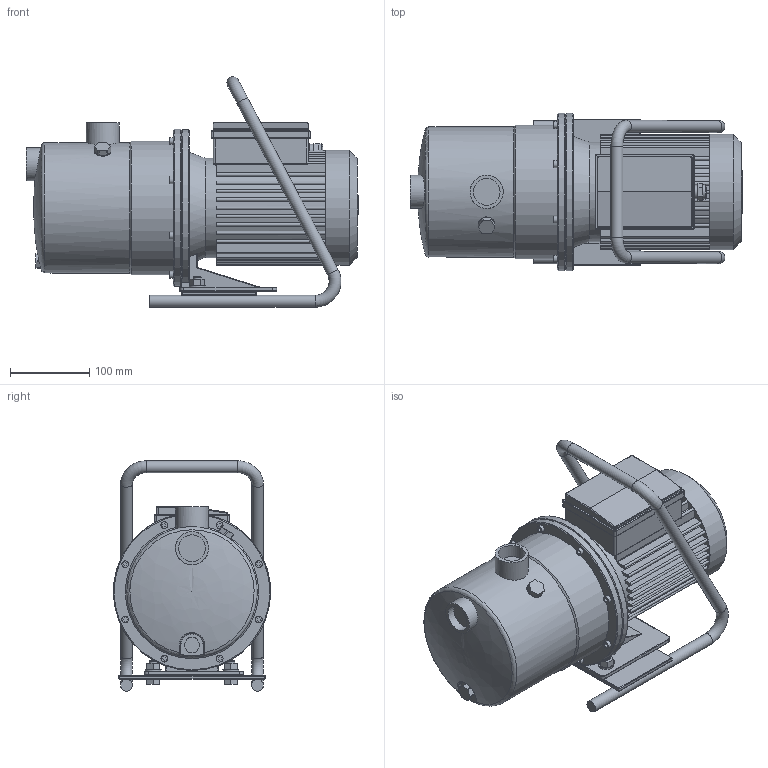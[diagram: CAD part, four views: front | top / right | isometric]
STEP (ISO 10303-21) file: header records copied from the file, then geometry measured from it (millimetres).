
FILE_DESCRIPTION(/* description */ (''),/* implementation_level */ '2;1');
FILE_NAME(/* name */ '3d_JetWJ204EM-4144401.stp',/* time_stamp */ '2016-11-28T15:11:45+01:00',/* author */ ('Andrzej'),/* organization */ (''),/* preprocessor_version */ 'ST-DEVELOPER v15.5',/* originating_system */ 'AutoCAD Mechanical',/* authorisation */ '');
FILE_SCHEMA (('AUTOMOTIVE_DESIGN { 1 0 10303 214 3 1 1 }'));
Length unit declared in the file: millimetre
Products named in the file (1): Product
Bounding box: 418 x 198 x 289.99 mm (x, y, z)
Volume: 8393623.5 mm3; surface area: 609201.4 mm2
Topology: 12 solids, 12 shells, 584 faces, 1453 edges, 922 vertices
Faces by surface type: plane 345, cylinder 149, bspline 36, torus 29, cone 17, sphere 8
Full cylindrical faces by diameter (mm): 8.5 x8, 10 x6, 15 x5, 17 x1, 18 x1, 20 x2, 21 x1, 33.7 x2, 41.7 x2, 125 x1, 145 x1, 164 x1, 168 x1, 198 x1
Entity records: 17975 total; most frequent: CARTESIAN_POINT 4214, DIRECTION 2823, ORIENTED_EDGE 2782, EDGE_CURVE 1391, AXIS2_PLACEMENT_3D 965, VERTEX_POINT 915, LINE 893, VECTOR 893
